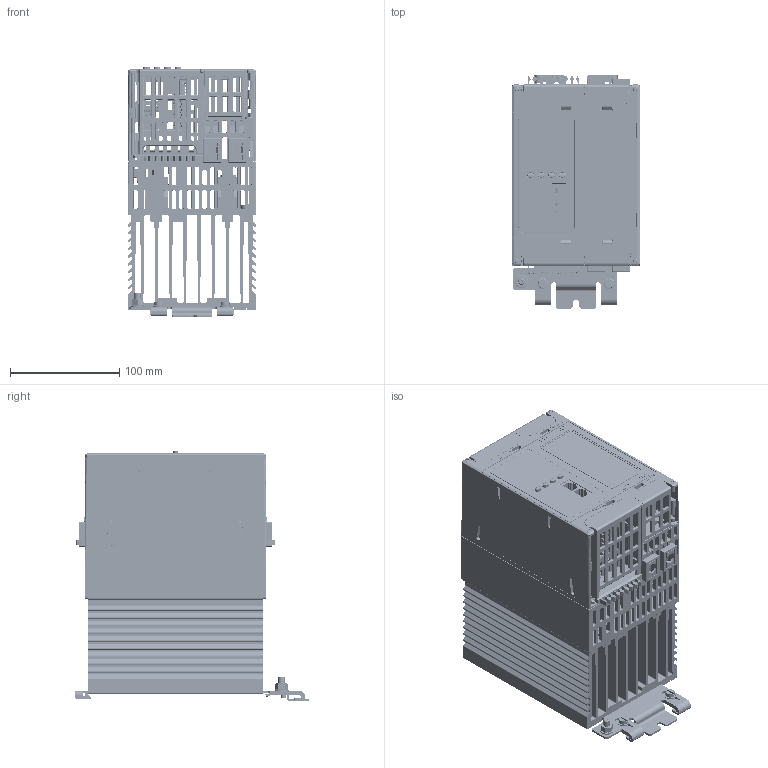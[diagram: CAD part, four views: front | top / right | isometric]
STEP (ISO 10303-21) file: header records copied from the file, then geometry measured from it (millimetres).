
FILE_DESCRIPTION((''),'2;1');
FILE_NAME('EPACK_63A_2PH','2017-01-24T',('SESA317746'),(''),'PRO/ENGINEER BY PARAMETRIC TECHNOLOGY CORPORATION, 2014320','PRO/ENGINEER BY PARAMETRIC TECHNOLOGY CORPORATION, 2014320','');
FILE_SCHEMA(('CONFIG_CONTROL_DESIGN'));
Products named in the file (1): EPACK_63A_2PH
Bounding box: 117 x 213.35 x 229.51 mm (x, y, z)
Volume: 1058617.2 mm3; surface area: 766273.2 mm2
Topology: 6 solids, 123 shells, 16817 faces, 46986 edges, 30548 vertices
Faces by surface type: plane 10016, cylinder 3418, extrusion 1429, bspline 894, torus 544, cone 461, sphere 55
Entity records: 621599 total; most frequent: CARTESIAN_POINT 199483, ORIENTED_EDGE 93012, DIRECTION 77163, EDGE_CURVE 46915, VECTOR 34793, LINE 33364, VERTEX_POINT 30546, AXIS2_PLACEMENT_3D 21185
